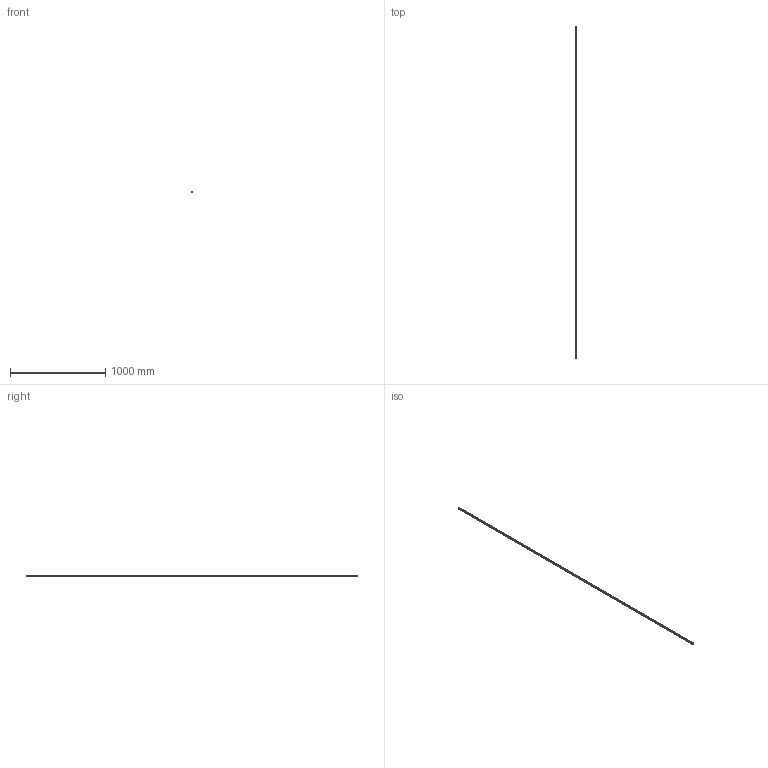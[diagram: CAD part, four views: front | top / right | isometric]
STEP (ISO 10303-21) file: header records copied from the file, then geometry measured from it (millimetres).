
FILE_DESCRIPTION(('STEP AP214'),'1');
FILE_NAME('cctmp_93075999-633D-433A-ABE2-658835E9D333_2020_4_23_11_28_56_813..stp','2020-04-23T09:28:57',('HIWIN GmbH'),('CADClick - www.CADClick.com'),'Spatial InterOp 3D',' ','unknown authorization');
FILE_SCHEMA(('AUTOMOTIVE_DESIGN'));
Length unit declared in the file: millimetre
Products named in the file (1): HGR15R3480H_FILE
Bounding box: 15 x 3480 x 15 mm (x, y, z)
Volume: 639388.2 mm3; surface area: 231610.2 mm2
Topology: 1 solids, 1 shells, 637 faces, 1371 edges, 914 vertices
Faces by surface type: cylinder 374, plane 263
Entity records: 22753 total; most frequent: DIRECTION 3395, CARTESIAN_POINT 2923, ORIENTED_EDGE 2742, AXIS2_PLACEMENT_3D 1386, EDGE_CURVE 1371, VERTEX_POINT 914, EDGE_LOOP 815, CIRCLE 748
